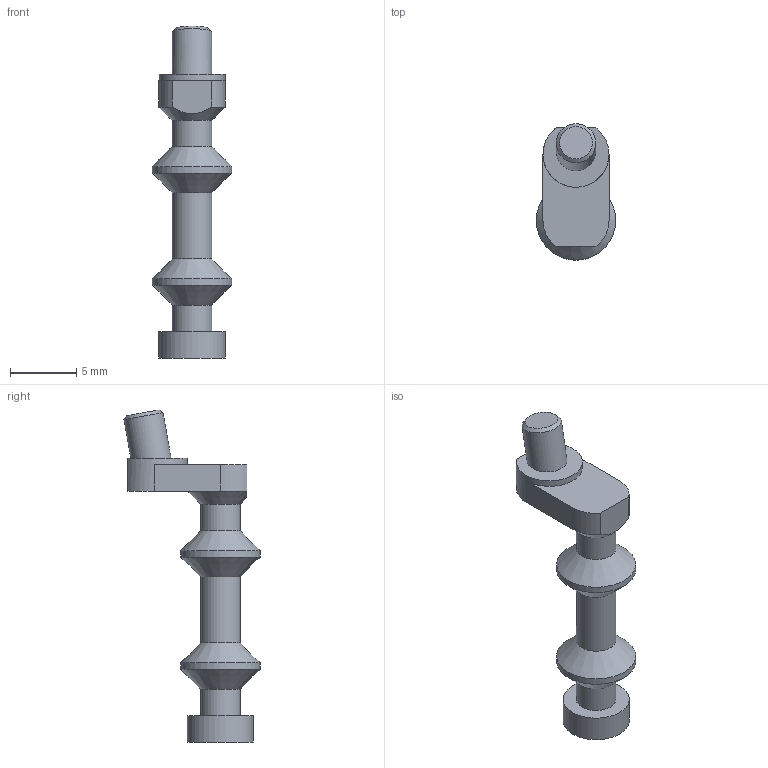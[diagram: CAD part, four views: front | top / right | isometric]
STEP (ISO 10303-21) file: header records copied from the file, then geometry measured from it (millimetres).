
FILE_DESCRIPTION(('FreeCAD Model'),'2;1');
FILE_NAME( 'crank-axis.step' ,'2014-12-12T09:53:53',('FreeCAD'),('FreeCAD'), 'Open CASCADE STEP processor 6.5','FreeCAD','Unknown');
FILE_SCHEMA(('AUTOMOTIVE_DESIGN_CC2 { 1 2 10303 214 -1 1 5 4 }'));
Length unit declared in the file: millimetre
Products named in the file (1): axis-Fusion
Bounding box: 6 x 10.3 x 25.14 mm (x, y, z)
Volume: 361.5 mm3; surface area: 460.6 mm2
Topology: 1 solids, 1 shells, 30 faces, 61 edges, 35 vertices
Faces by surface type: plane 13, cylinder 11, cone 6
Full cylindrical faces by diameter (mm): 3 x4, 5 x1, 6 x2
Entity records: 1627 total; most frequent: CARTESIAN_POINT 370, DIRECTION 238, ORIENTED_EDGE 122, PCURVE 122, DEFINITIONAL_REPRESENTATION 122, LINE 105, VECTOR 105, AXIS2_PLACEMENT_3D 62
